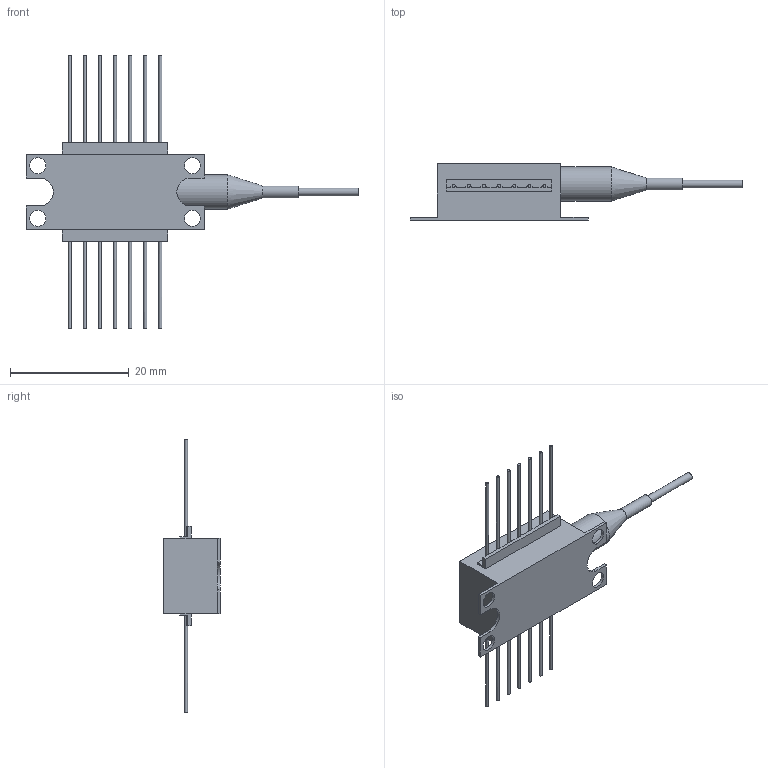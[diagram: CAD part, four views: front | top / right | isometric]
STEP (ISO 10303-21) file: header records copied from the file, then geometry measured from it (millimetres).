
FILE_DESCRIPTION((' '),'2;1');
FILE_NAME( 'Butterfly-14-Lead.stp', '2022-09-02T19:37:34', (' '), ('--- Datakit www.datakit.com---'), ' Datakit CrossCadWare V2022.3 Jun 15 2022', 'DATAKIT 2022 (c)', ' ');
FILE_SCHEMA(('AP242_MANAGED_MODEL_BASED_3D_ENGINEERING_MIM_LF { 1 0 10303 442 1 1 4 }'));
Length unit declared in the file: millimetre
Products named in the file (1): Butterfly-14-Lead
Bounding box: 55.9 x 9.51 x 46 mm (x, y, z)
Volume: 2978.7 mm3; surface area: 2107.7 mm2
Topology: 1 solids, 2 shells, 152 faces, 427 edges, 285 vertices
Faces by surface type: plane 128, cylinder 23, cone 1
Full cylindrical faces by diameter (mm): 0.5 x14, 1.27 x1, 2 x1, 2.7 x4, 5.8 x1
Entity records: 4811 total; most frequent: CARTESIAN_POINT 813, ORIENTED_EDGE 780, DIRECTION 757, EDGE_CURVE 390, VECTOR 329, LINE 329, VERTEX_POINT 269, AXIS2_PLACEMENT_3D 214
